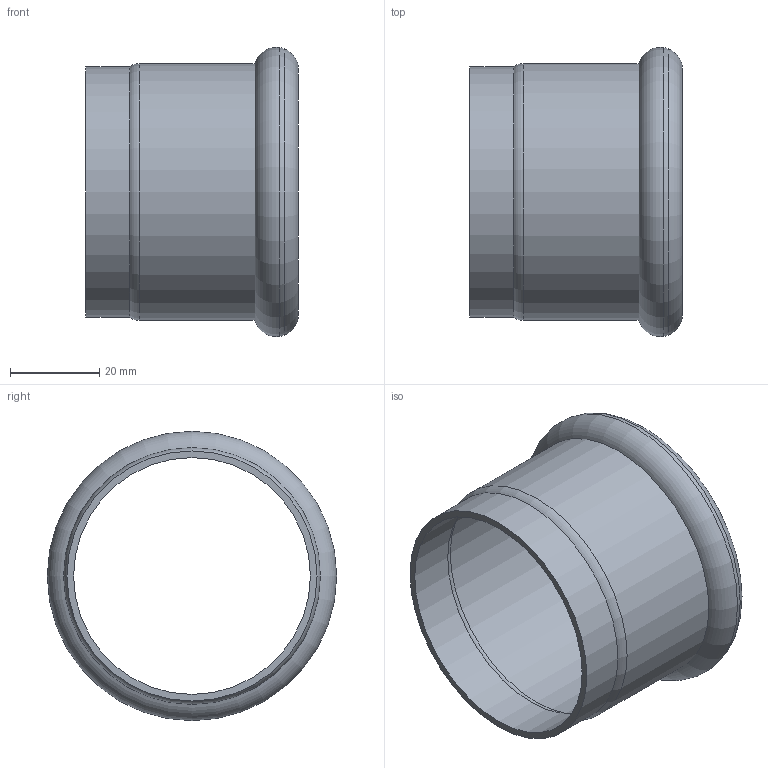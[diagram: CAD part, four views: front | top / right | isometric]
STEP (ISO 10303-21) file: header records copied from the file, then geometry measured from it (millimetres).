
FILE_DESCRIPTION(/* description */ ('MEZZOMANICOTTO A SALDARE DN54 (INOXPRES)'),/* implementation_level */ '2;1');
FILE_NAME(/* name */ '187054000R_Inoxpres.stp',/* time_stamp */ '2022-10-11T16:44:35+02:00',/* author */ ('Vault'),/* organization */ ('Raccorderie metalliche s.p.a. '),/* preprocessor_version */ 'ST-DEVELOPER v18.1',/* originating_system */ 'Autodesk Inventor 2020',/* authorisation */ 'Raccorderie metalliche s.p.a. ');
FILE_SCHEMA (('AUTOMOTIVE_DESIGN { 1 0 10303 214 3 1 1 }'));
Length unit declared in the file: millimetre
Products named in the file (1): 187054000R_Inoxpres
Bounding box: 47.6 x 64.76 x 64.76 mm (x, y, z)
Volume: 17271.9 mm3; surface area: 17921.3 mm2
Topology: 1 solids, 1 shells, 15 faces, 52 edges, 38 vertices
Faces by surface type: torus 7, cylinder 6, cone 1, plane 1
Full cylindrical faces by diameter (mm): 53 x1, 54.5 x1, 54.7 x2, 56 x1, 57.5 x1
Entity records: 656 total; most frequent: DIRECTION 129, CARTESIAN_POINT 106, ORIENTED_EDGE 104, AXIS2_PLACEMENT_3D 61, EDGE_CURVE 52, CIRCLE 45, VERTEX_POINT 38, EDGE_LOOP 16
